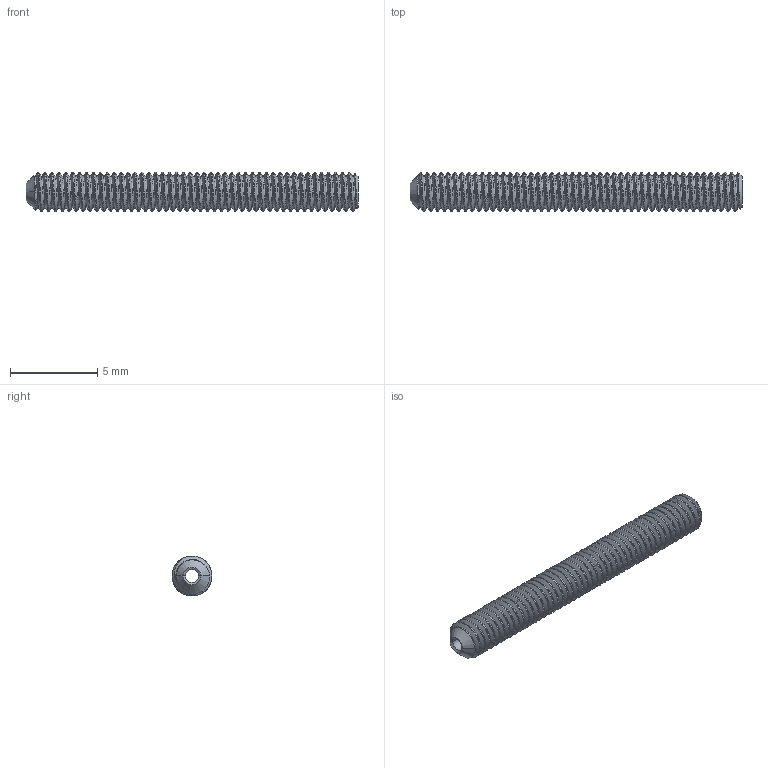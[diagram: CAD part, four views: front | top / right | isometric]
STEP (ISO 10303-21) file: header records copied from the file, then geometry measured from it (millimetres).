
FILE_DESCRIPTION((''),'2;1');
FILE_NAME('001_SET_SCREW_INCH_ASM','2023-11-17T',('SYSTEM'),(''),'PRO/ENGINEER BY PARAMETRIC TECHNOLOGY CORPORATION, 2016360','PRO/ENGINEER BY PARAMETRIC TECHNOLOGY CORPORATION, 2016360','');
FILE_SCHEMA(('AUTOMOTIVE_DESIGN { 1 0 10303 214 1 1 1 1 }'));
Length unit declared in the file: inch
Products named in the file (2): T-K086_AF0; 001_SET_SCREW_INCH_ASM
Assembly tree (1 placements, depth 2):
  001_SET_SCREW_INCH_ASM
    T-K086_AF0
Bounding box: 19.05 x 2.29 x 2.29 mm (x, y, z)
Volume: 52.7 mm3; surface area: 251.1 mm2
Topology: 1 solids, 1 shells, 145 faces, 401 edges, 258 vertices
Faces by surface type: cylinder 92, bspline 39, plane 8, cone 6
Entity records: 16032 total; most frequent: CARTESIAN_POINT 12737, ORIENTED_EDGE 802, EDGE_CURVE 401, DIRECTION 377, VERTEX_POINT 258, B_SPLINE_CURVE_WITH_KNOTS 252, EDGE_LOOP 147, FACE_OUTER_BOUND 145
